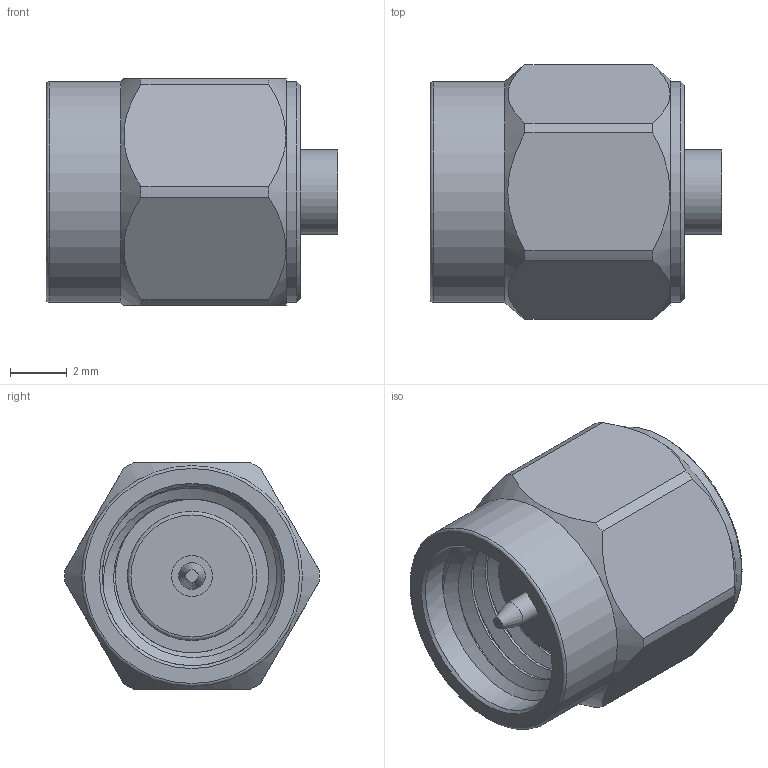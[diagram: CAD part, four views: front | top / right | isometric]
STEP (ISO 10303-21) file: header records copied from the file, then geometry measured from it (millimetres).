
FILE_DESCRIPTION (( 'STEP AP203' ), '1' );
FILE_NAME ('PE45135_3D.step', '2021-03-30T14:54:26', ( '' ), ( '' ), 'SwSTEP 2.0', 'SolidWorks 2020', '' );
FILE_SCHEMA (( 'CONFIG_CONTROL_DESIGN' ));
Length unit declared in the file: inch
Products named in the file (1): PE45135_3D
Bounding box: 10.31 x 9.02 x 8 mm (x, y, z)
Volume: 373.6 mm3; surface area: 516.4 mm2
Topology: 1 solids, 1 shells, 49 faces, 109 edges, 69 vertices
Faces by surface type: cylinder 16, plane 15, cone 13, bspline 3, torus 2
Full cylindrical faces by diameter (mm): 0.94 x1, 1.448 x1, 2.286 x1, 2.997 x1, 4.572 x1, 6.35 x1, 6.623 x1, 7.812 x2
Entity records: 2328 total; most frequent: CARTESIAN_POINT 1328, DIRECTION 192, ORIENTED_EDGE 166, AXIS2_PLACEMENT_3D 90, EDGE_CURVE 83, EDGE_LOOP 71, VERTEX_POINT 60, FACE_OUTER_BOUND 59
